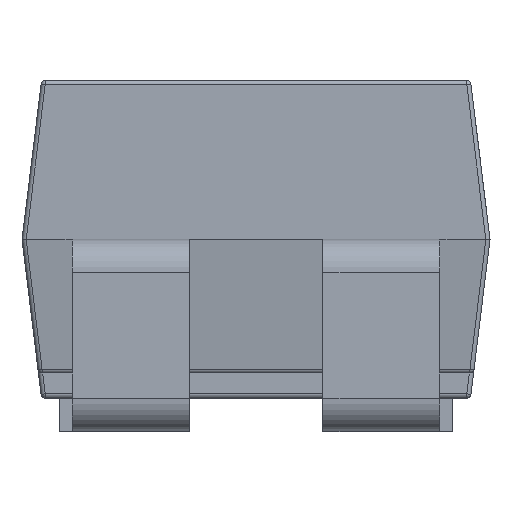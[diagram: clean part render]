
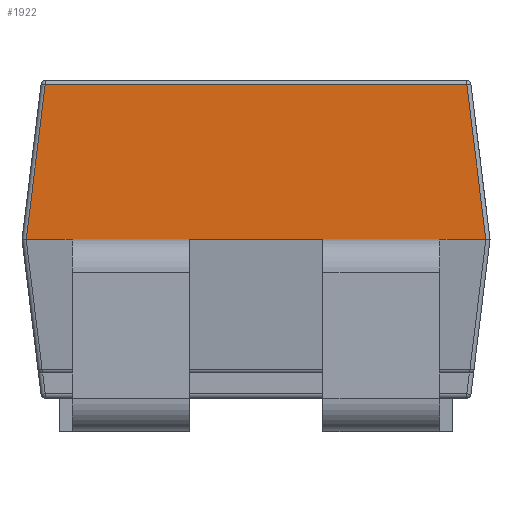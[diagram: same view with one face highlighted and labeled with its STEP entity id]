
A CAD part, left-side view. The second image highlights one B-rep face of the part: STEP entity #1922.
In plain terms, the highlighted planar face has unit normal (-1, 0, 0).
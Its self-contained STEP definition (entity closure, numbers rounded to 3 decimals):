
#88=PLANE('',#2117);
#183=LINE('',#3053,#361);
#188=LINE('',#3075,#366);
#193=LINE('',#3084,#371);
#228=LINE('',#3158,#406);
#229=LINE('',#3160,#407);
#230=LINE('',#3162,#408);
#231=LINE('',#3164,#409);
#232=LINE('',#3165,#410);
#361=VECTOR('',#2398,10.);
#366=VECTOR('',#2409,10.);
#371=VECTOR('',#2420,10.);
#406=VECTOR('',#2503,10.);
#407=VECTOR('',#2504,10.);
#408=VECTOR('',#2505,10.);
#409=VECTOR('',#2506,10.);
#410=VECTOR('',#2507,10.);
#613=FACE_OUTER_BOUND('',#732,.T.);
#732=EDGE_LOOP('',(#1584,#1585,#1586,#1587,#1588,#1589,#1590,#1591));
#915=VERTEX_POINT('',#3026);
#921=VERTEX_POINT('',#3043);
#925=VERTEX_POINT('',#3052);
#928=VERTEX_POINT('',#3083);
#943=VERTEX_POINT('',#3157);
#944=VERTEX_POINT('',#3159);
#945=VERTEX_POINT('',#3161);
#946=VERTEX_POINT('',#3163);
#1118=EDGE_CURVE('',#921,#925,#183,.T.);
#1125=EDGE_CURVE('',#915,#921,#188,.T.);
#1130=EDGE_CURVE('',#928,#915,#193,.T.);
#1172=EDGE_CURVE('',#943,#925,#228,.T.);
#1173=EDGE_CURVE('',#944,#943,#229,.T.);
#1174=EDGE_CURVE('',#945,#944,#230,.T.);
#1175=EDGE_CURVE('',#946,#945,#231,.T.);
#1176=EDGE_CURVE('',#928,#946,#232,.T.);
#1584=ORIENTED_EDGE('',*,*,#1130,.F.);
#1585=ORIENTED_EDGE('',*,*,#1176,.T.);
#1586=ORIENTED_EDGE('',*,*,#1175,.T.);
#1587=ORIENTED_EDGE('',*,*,#1174,.T.);
#1588=ORIENTED_EDGE('',*,*,#1173,.T.);
#1589=ORIENTED_EDGE('',*,*,#1172,.T.);
#1590=ORIENTED_EDGE('',*,*,#1118,.F.);
#1591=ORIENTED_EDGE('',*,*,#1125,.F.);
#1922=ADVANCED_FACE('',(#613),#88,.T.);
#2117=AXIS2_PLACEMENT_3D('',#3193,#2535,#2536);
#2398=DIRECTION('',(0.,-0.122,-0.993));
#2409=DIRECTION('',(0.,-1.,0.));
#2420=DIRECTION('',(0.,-0.122,0.993));
#2503=DIRECTION('',(0.,-1.,0.));
#2504=DIRECTION('',(0.,-1.,0.));
#2505=DIRECTION('',(0.,-1.,0.));
#2506=DIRECTION('',(0.,-1.,0.));
#2507=DIRECTION('',(0.,-1.,0.));
#2535=DIRECTION('center_axis',(-1.,0.,0.));
#2536=DIRECTION('ref_axis',(0.,-1.,0.));
#3026=CARTESIAN_POINT('',(-1.6,1.261,2.075));
#3043=CARTESIAN_POINT('',(-1.6,-1.261,2.075));
#3052=CARTESIAN_POINT('',(-1.6,-1.375,1.15));
#3053=CARTESIAN_POINT('',(-1.6,-1.366,1.225));
#3075=CARTESIAN_POINT('',(-1.6,0.7,2.075));
#3083=CARTESIAN_POINT('',(-1.6,1.375,1.15));
#3084=CARTESIAN_POINT('',(-1.6,1.445,0.58));
#3157=CARTESIAN_POINT('',(-1.6,-1.1,1.15));
#3158=CARTESIAN_POINT('',(-1.6,-1.4,1.15));
#3159=CARTESIAN_POINT('',(-1.6,-0.4,1.15));
#3160=CARTESIAN_POINT('',(-1.6,-1.4,1.15));
#3161=CARTESIAN_POINT('',(-1.6,0.4,1.15));
#3162=CARTESIAN_POINT('',(-1.6,-1.4,1.15));
#3163=CARTESIAN_POINT('',(-1.6,1.1,1.15));
#3164=CARTESIAN_POINT('',(-1.6,-1.4,1.15));
#3165=CARTESIAN_POINT('',(-1.6,-1.4,1.15));
#3193=CARTESIAN_POINT('Origin',(-1.6,1.4,0.));
